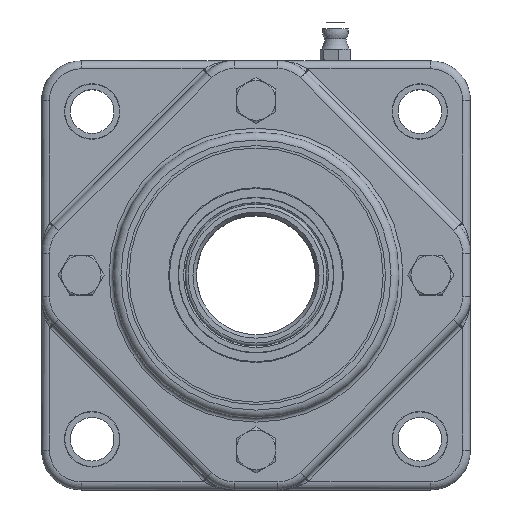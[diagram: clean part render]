
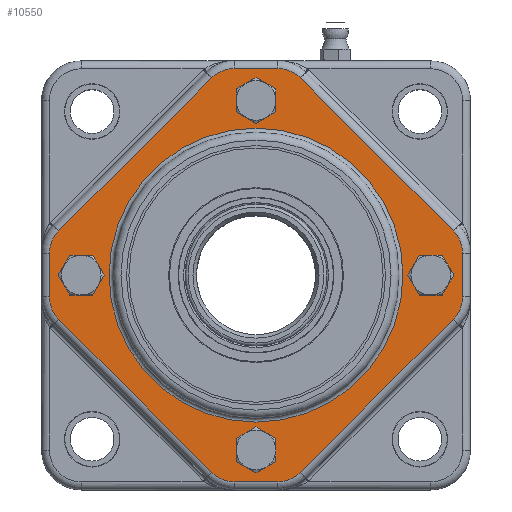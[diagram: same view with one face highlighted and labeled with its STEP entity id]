
A CAD part, top view. The second image highlights one B-rep face of the part: STEP entity #10550.
In plain terms, the highlighted planar face has unit normal (0, 0, 1).
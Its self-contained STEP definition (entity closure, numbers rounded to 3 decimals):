
#688=FACE_OUTER_BOUND('',#2960,.T.);
#1313=LINE('',#16831,#1949);
#1314=LINE('',#16835,#1950);
#1315=LINE('',#16839,#1951);
#1316=LINE('',#16843,#1952);
#1317=LINE('',#16847,#1953);
#1318=LINE('',#16851,#1954);
#1319=LINE('',#16855,#1955);
#1320=LINE('',#16858,#1956);
#1949=VECTOR('',#13201,10.);
#1950=VECTOR('',#13204,10.);
#1951=VECTOR('',#13207,10.);
#1952=VECTOR('',#13210,10.);
#1953=VECTOR('',#13213,10.);
#1954=VECTOR('',#13216,10.);
#1955=VECTOR('',#13219,10.);
#1956=VECTOR('',#13222,10.);
#2527=PLANE('',#11410);
#2735=FACE_BOUND('',#2961,.T.);
#2736=FACE_BOUND('',#2962,.T.);
#2737=FACE_BOUND('',#2963,.T.);
#2738=FACE_BOUND('',#2964,.T.);
#2739=FACE_BOUND('',#2965,.T.);
#2960=EDGE_LOOP('',(#7350,#7351,#7352,#7353,#7354,#7355,#7356,#7357,#7358,
#7359,#7360,#7361,#7362,#7363,#7364,#7365));
#2961=EDGE_LOOP('',(#7366));
#2962=EDGE_LOOP('',(#7367));
#2963=EDGE_LOOP('',(#7368));
#2964=EDGE_LOOP('',(#7369));
#2965=EDGE_LOOP('',(#7370));
#3702=CIRCLE('',#11367,37.);
#3730=CIRCLE('',#11411,8.);
#3731=CIRCLE('',#11412,8.);
#3732=CIRCLE('',#11413,8.);
#3733=CIRCLE('',#11414,8.);
#3734=CIRCLE('',#11415,8.);
#3735=CIRCLE('',#11416,8.);
#3736=CIRCLE('',#11417,8.);
#3737=CIRCLE('',#11418,8.);
#3738=CIRCLE('',#11419,4.35);
#3739=CIRCLE('',#11420,4.35);
#3740=CIRCLE('',#11421,4.35);
#3741=CIRCLE('',#11422,4.35);
#4501=VERTEX_POINT('',#16700);
#4551=VERTEX_POINT('',#16827);
#4552=VERTEX_POINT('',#16828);
#4553=VERTEX_POINT('',#16830);
#4554=VERTEX_POINT('',#16832);
#4555=VERTEX_POINT('',#16834);
#4556=VERTEX_POINT('',#16836);
#4557=VERTEX_POINT('',#16838);
#4558=VERTEX_POINT('',#16840);
#4559=VERTEX_POINT('',#16842);
#4560=VERTEX_POINT('',#16844);
#4561=VERTEX_POINT('',#16846);
#4562=VERTEX_POINT('',#16848);
#4563=VERTEX_POINT('',#16850);
#4564=VERTEX_POINT('',#16852);
#4565=VERTEX_POINT('',#16854);
#4566=VERTEX_POINT('',#16856);
#4567=VERTEX_POINT('',#16859);
#4568=VERTEX_POINT('',#16861);
#4569=VERTEX_POINT('',#16863);
#4570=VERTEX_POINT('',#16865);
#5529=EDGE_CURVE('',#4501,#4501,#3702,.T.);
#5590=EDGE_CURVE('',#4551,#4552,#3730,.T.);
#5591=EDGE_CURVE('',#4553,#4551,#1313,.T.);
#5592=EDGE_CURVE('',#4554,#4553,#3731,.T.);
#5593=EDGE_CURVE('',#4555,#4554,#1314,.T.);
#5594=EDGE_CURVE('',#4556,#4555,#3732,.T.);
#5595=EDGE_CURVE('',#4557,#4556,#1315,.T.);
#5596=EDGE_CURVE('',#4558,#4557,#3733,.T.);
#5597=EDGE_CURVE('',#4559,#4558,#1316,.T.);
#5598=EDGE_CURVE('',#4560,#4559,#3734,.T.);
#5599=EDGE_CURVE('',#4561,#4560,#1317,.T.);
#5600=EDGE_CURVE('',#4562,#4561,#3735,.T.);
#5601=EDGE_CURVE('',#4563,#4562,#1318,.T.);
#5602=EDGE_CURVE('',#4564,#4563,#3736,.T.);
#5603=EDGE_CURVE('',#4565,#4564,#1319,.T.);
#5604=EDGE_CURVE('',#4566,#4565,#3737,.T.);
#5605=EDGE_CURVE('',#4552,#4566,#1320,.T.);
#5606=EDGE_CURVE('',#4567,#4567,#3738,.T.);
#5607=EDGE_CURVE('',#4568,#4568,#3739,.T.);
#5608=EDGE_CURVE('',#4569,#4569,#3740,.T.);
#5609=EDGE_CURVE('',#4570,#4570,#3741,.T.);
#7350=ORIENTED_EDGE('',*,*,#5590,.F.);
#7351=ORIENTED_EDGE('',*,*,#5591,.F.);
#7352=ORIENTED_EDGE('',*,*,#5592,.F.);
#7353=ORIENTED_EDGE('',*,*,#5593,.F.);
#7354=ORIENTED_EDGE('',*,*,#5594,.F.);
#7355=ORIENTED_EDGE('',*,*,#5595,.F.);
#7356=ORIENTED_EDGE('',*,*,#5596,.F.);
#7357=ORIENTED_EDGE('',*,*,#5597,.F.);
#7358=ORIENTED_EDGE('',*,*,#5598,.F.);
#7359=ORIENTED_EDGE('',*,*,#5599,.F.);
#7360=ORIENTED_EDGE('',*,*,#5600,.F.);
#7361=ORIENTED_EDGE('',*,*,#5601,.F.);
#7362=ORIENTED_EDGE('',*,*,#5602,.F.);
#7363=ORIENTED_EDGE('',*,*,#5603,.F.);
#7364=ORIENTED_EDGE('',*,*,#5604,.F.);
#7365=ORIENTED_EDGE('',*,*,#5605,.F.);
#7366=ORIENTED_EDGE('',*,*,#5606,.T.);
#7367=ORIENTED_EDGE('',*,*,#5607,.T.);
#7368=ORIENTED_EDGE('',*,*,#5608,.T.);
#7369=ORIENTED_EDGE('',*,*,#5609,.T.);
#7370=ORIENTED_EDGE('',*,*,#5529,.F.);
#10550=ADVANCED_FACE('',(#688,#2735,#2736,#2737,#2738,#2739),#2527,.F.);
#11367=AXIS2_PLACEMENT_3D('',#16701,#13078,#13079);
#11410=AXIS2_PLACEMENT_3D('',#16826,#13197,#13198);
#11411=AXIS2_PLACEMENT_3D('',#16829,#13199,#13200);
#11412=AXIS2_PLACEMENT_3D('',#16833,#13202,#13203);
#11413=AXIS2_PLACEMENT_3D('',#16837,#13205,#13206);
#11414=AXIS2_PLACEMENT_3D('',#16841,#13208,#13209);
#11415=AXIS2_PLACEMENT_3D('',#16845,#13211,#13212);
#11416=AXIS2_PLACEMENT_3D('',#16849,#13214,#13215);
#11417=AXIS2_PLACEMENT_3D('',#16853,#13217,#13218);
#11418=AXIS2_PLACEMENT_3D('',#16857,#13220,#13221);
#11419=AXIS2_PLACEMENT_3D('',#16860,#13223,#13224);
#11420=AXIS2_PLACEMENT_3D('',#16862,#13225,#13226);
#11421=AXIS2_PLACEMENT_3D('',#16864,#13227,#13228);
#11422=AXIS2_PLACEMENT_3D('',#16866,#13229,#13230);
#13078=DIRECTION('center_axis',(0.,0.,
1.));
#13079=DIRECTION('ref_axis',(1.,0.,0.));
#13197=DIRECTION('center_axis',(0.,0.,
-1.));
#13198=DIRECTION('ref_axis',(1.,0.,0.));
#13199=DIRECTION('center_axis',(0.,0.,
-1.));
#13200=DIRECTION('ref_axis',(0.383,-0.924,0.));
#13201=DIRECTION('',(-0.707,-0.707,0.));
#13202=DIRECTION('center_axis',(0.,0.,
-1.));
#13203=DIRECTION('ref_axis',(0.924,-0.383,0.));
#13204=DIRECTION('',(0.,-1.,0.));
#13205=DIRECTION('center_axis',(0.,0.,
-1.));
#13206=DIRECTION('ref_axis',(0.924,0.383,0.));
#13207=DIRECTION('',(0.707,-0.707,0.));
#13208=DIRECTION('center_axis',(0.,0.,
-1.));
#13209=DIRECTION('ref_axis',(0.383,0.924,0.));
#13210=DIRECTION('',(1.,0.,0.));
#13211=DIRECTION('center_axis',(0.,0.,
-1.));
#13212=DIRECTION('ref_axis',(-0.383,0.924,0.));
#13213=DIRECTION('',(0.707,0.707,0.));
#13214=DIRECTION('center_axis',(0.,0.,
-1.));
#13215=DIRECTION('ref_axis',(-0.924,0.383,0.));
#13216=DIRECTION('',(0.,1.,0.));
#13217=DIRECTION('center_axis',(0.,0.,
-1.));
#13218=DIRECTION('ref_axis',(-0.924,-0.383,0.));
#13219=DIRECTION('',(-0.707,0.707,0.));
#13220=DIRECTION('center_axis',(0.,0.,
-1.));
#13221=DIRECTION('ref_axis',(-0.383,-0.924,0.));
#13222=DIRECTION('',(-1.,0.,0.));
#13223=DIRECTION('center_axis',(0.,0.,
-1.));
#13224=DIRECTION('ref_axis',(-1.,0.,0.));
#13225=DIRECTION('center_axis',(0.,0.,
-1.));
#13226=DIRECTION('ref_axis',(0.,-1.,0.));
#13227=DIRECTION('center_axis',(0.,0.,
-1.));
#13228=DIRECTION('ref_axis',(1.,0.,0.));
#13229=DIRECTION('center_axis',(0.,0.,
-1.));
#13230=DIRECTION('ref_axis',(0.,1.,0.));
#16700=CARTESIAN_POINT('',(37.,0.,28.5));
#16701=CARTESIAN_POINT('Origin',(0.,0.,
28.5));
#16826=CARTESIAN_POINT('Origin',(0.,0.,
28.5));
#16827=CARTESIAN_POINT('',(11.154,-49.657,28.5));
#16828=CARTESIAN_POINT('',(5.497,-52.,28.5));
#16829=CARTESIAN_POINT('Origin',(5.497,-44.,28.5));
#16830=CARTESIAN_POINT('',(49.657,-11.154,28.5));
#16831=CARTESIAN_POINT('',(19.315,-41.496,28.5));
#16832=CARTESIAN_POINT('',(52.,-5.497,28.5));
#16833=CARTESIAN_POINT('Origin',(44.,-5.497,28.5));
#16834=CARTESIAN_POINT('',(52.,5.497,28.5));
#16835=CARTESIAN_POINT('',(52.,27.,28.5));
#16836=CARTESIAN_POINT('',(49.657,11.154,28.5));
#16837=CARTESIAN_POINT('Origin',(44.,5.497,28.5));
#16838=CARTESIAN_POINT('',(11.154,49.657,28.5));
#16839=CARTESIAN_POINT('',(41.496,19.315,28.5));
#16840=CARTESIAN_POINT('',(5.497,52.,28.5));
#16841=CARTESIAN_POINT('Origin',(5.497,44.,28.5));
#16842=CARTESIAN_POINT('',(-5.497,52.,28.5));
#16843=CARTESIAN_POINT('',(-27.,52.,28.5));
#16844=CARTESIAN_POINT('',(-11.154,49.657,28.5));
#16845=CARTESIAN_POINT('Origin',(-5.497,44.,28.5));
#16846=CARTESIAN_POINT('',(-49.657,11.154,28.5));
#16847=CARTESIAN_POINT('',(-19.315,41.496,28.5));
#16848=CARTESIAN_POINT('',(-52.,5.497,28.5));
#16849=CARTESIAN_POINT('Origin',(-44.,5.497,28.5));
#16850=CARTESIAN_POINT('',(-52.,-5.497,28.5));
#16851=CARTESIAN_POINT('',(-52.,-27.,28.5));
#16852=CARTESIAN_POINT('',(-49.657,-11.154,28.5));
#16853=CARTESIAN_POINT('Origin',(-44.,-5.497,28.5));
#16854=CARTESIAN_POINT('',(-11.154,-49.657,28.5));
#16855=CARTESIAN_POINT('',(-41.496,-19.315,28.5));
#16856=CARTESIAN_POINT('',(-5.497,-52.,28.5));
#16857=CARTESIAN_POINT('Origin',(-5.497,-44.,28.5));
#16858=CARTESIAN_POINT('',(27.,-52.,28.5));
#16859=CARTESIAN_POINT('',(-39.65,0.,28.5));
#16860=CARTESIAN_POINT('Origin',(-44.,0.,28.5));
#16861=CARTESIAN_POINT('',(0.,-39.65,28.5));
#16862=CARTESIAN_POINT('Origin',(0.,-44.,
28.5));
#16863=CARTESIAN_POINT('',(39.65,0.,28.5));
#16864=CARTESIAN_POINT('Origin',(44.,0.,
28.5));
#16865=CARTESIAN_POINT('',(0.,39.65,28.5));
#16866=CARTESIAN_POINT('Origin',(0.,44.,
28.5));
